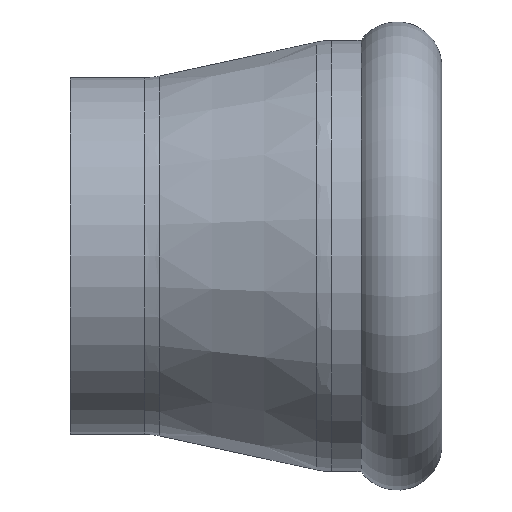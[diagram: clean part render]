
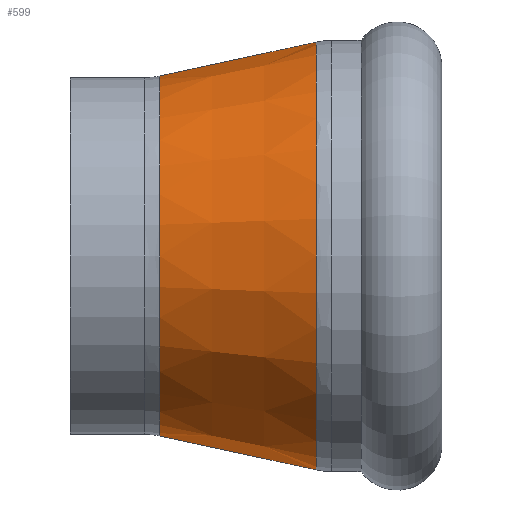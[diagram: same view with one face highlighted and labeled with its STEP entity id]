
A CAD part, left-side view. The second image highlights one B-rep face of the part: STEP entity #599.
In plain terms, the highlighted conical face has half-angle 12.231 degrees and reference radius 28.773 mm.
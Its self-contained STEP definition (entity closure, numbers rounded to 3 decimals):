
#10 = CARTESIAN_POINT ( 'NONE',  ( 0., 16.911, 28.773 ) ) ;
#24 = EDGE_CURVE ( 'NONE', #473, #176, #668, .T. ) ;
#32 = EDGE_LOOP ( 'NONE', ( #876, #453, #435, #201 ) ) ;
#89 = DIRECTION ( 'NONE',  ( 0., -0.977, -0.212 ) ) ;
#176 = VERTEX_POINT ( 'NONE', #843 ) ;
#179 = AXIS2_PLACEMENT_3D ( 'NONE', #857, #452, #775 ) ;
#185 = EDGE_CURVE ( 'NONE', #292, #473, #279, .T. ) ;
#187 = EDGE_CURVE ( 'NONE', #176, #804, #688, .T. ) ;
#201 = ORIENTED_EDGE ( 'NONE', *, *, #187, .T. ) ;
#277 = VECTOR ( 'NONE', #89, 1000. ) ;
#279 = CIRCLE ( 'NONE', #776, 24.209 ) ;
#292 = VERTEX_POINT ( 'NONE', #734 ) ;
#309 = CARTESIAN_POINT ( 'NONE',  ( 0., 37.967, 0. ) ) ;
#342 = DIRECTION ( 'NONE',  ( 0., -0.977, 0.212 ) ) ;
#411 = CARTESIAN_POINT ( 'NONE',  ( 0., 16.911, 0. ) ) ;
#435 = ORIENTED_EDGE ( 'NONE', *, *, #24, .T. ) ;
#446 = DIRECTION ( 'NONE',  ( 1., 0., 0. ) ) ;
#452 = DIRECTION ( 'NONE',  ( 0., 1., 0. ) ) ;
#453 = ORIENTED_EDGE ( 'NONE', *, *, #185, .T. ) ;
#473 = VERTEX_POINT ( 'NONE', #597 ) ;
#479 = DIRECTION ( 'NONE',  ( 0., -1., 0. ) ) ;
#494 = AXIS2_PLACEMENT_3D ( 'NONE', #411, #479, #738 ) ;
#597 = CARTESIAN_POINT ( 'NONE',  ( 0., 37.967, -24.209 ) ) ;
#599 = ADVANCED_FACE ( 'NONE', ( #840 ), #871, .T. ) ;
#626 = LINE ( 'NONE', #867, #784 ) ;
#668 = LINE ( 'NONE', #771, #277 ) ;
#688 = CIRCLE ( 'NONE', #179, 28.773 ) ;
#734 = CARTESIAN_POINT ( 'NONE',  ( 0., 37.967, 24.209 ) ) ;
#738 = DIRECTION ( 'NONE',  ( 0., 0., -1. ) ) ;
#771 = CARTESIAN_POINT ( 'NONE',  ( 0., 16.911, -28.773 ) ) ;
#775 = DIRECTION ( 'NONE',  ( 1., 0., 0. ) ) ;
#776 = AXIS2_PLACEMENT_3D ( 'NONE', #309, #846, #446 ) ;
#784 = VECTOR ( 'NONE', #342, 1000. ) ;
#804 = VERTEX_POINT ( 'NONE', #10 ) ;
#840 = FACE_OUTER_BOUND ( 'NONE', #32, .T. ) ;
#843 = CARTESIAN_POINT ( 'NONE',  ( 0., 16.911, -28.773 ) ) ;
#846 = DIRECTION ( 'NONE',  ( 0., -1., 0. ) ) ;
#857 = CARTESIAN_POINT ( 'NONE',  ( 0., 16.911, 0. ) ) ;
#867 = CARTESIAN_POINT ( 'NONE',  ( 0., 16.911, 28.773 ) ) ;
#871 = CONICAL_SURFACE ( 'NONE', #494, 28.773, 0.213 ) ;
#873 = EDGE_CURVE ( 'NONE', #292, #804, #626, .T. ) ;
#876 = ORIENTED_EDGE ( 'NONE', *, *, #873, .F. ) ;
